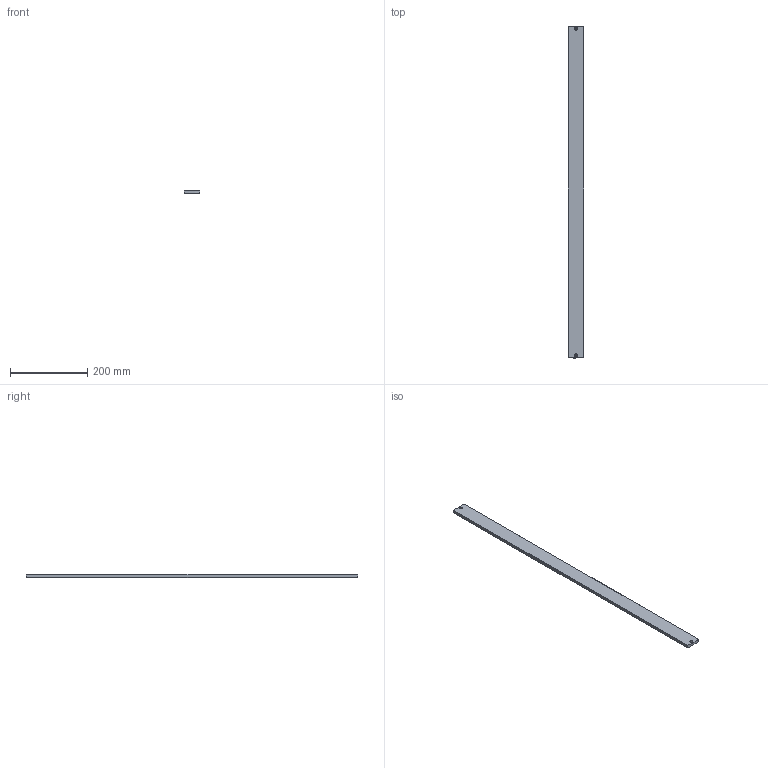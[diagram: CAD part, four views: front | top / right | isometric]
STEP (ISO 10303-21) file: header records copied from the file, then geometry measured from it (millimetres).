
FILE_DESCRIPTION(('CATIA V5 STEP Exchange','CAx-IF Rec.Pracs.--- Model Styling and Organization---1.4--- 2014-01-23'),'2;1');
FILE_NAME ('1356980-1_0', '2023-06-21T07:16:00+00:00', ('none'), ('Weidmueller'), 'CATIA Version 5-6 Release 2016 SP3 HF44', 'CATIA V5 STEP AP214', 'none');
FILE_SCHEMA(('AUTOMOTIVE_DESIGN { 1 0 10303 214 1 1 1 1 }'));
Length unit declared in the file: millimetre
Products named in the file (1): 2820260000
Bounding box: 40 x 859.84 x 8 mm (x, y, z)
Volume: 274214.5 mm3; surface area: 82535.2 mm2
Topology: 1 solids, 1 shells, 43 faces, 94 edges, 46 vertices
Faces by surface type: cylinder 16, torus 12, sphere 8, plane 5, bspline 2
Entity records: 1174 total; most frequent: CARTESIAN_POINT 311, ORIENTED_EDGE 172, DIRECTION 152, AXIS2_PLACEMENT_3D 93, EDGE_CURVE 86, CIRCLE 54, EDGE_LOOP 48, VERTEX_POINT 46
